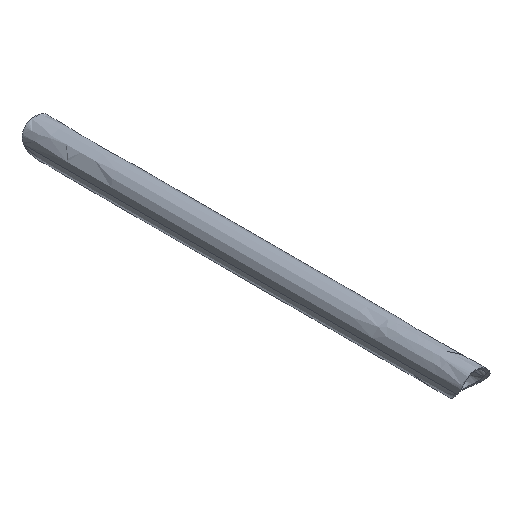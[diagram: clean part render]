
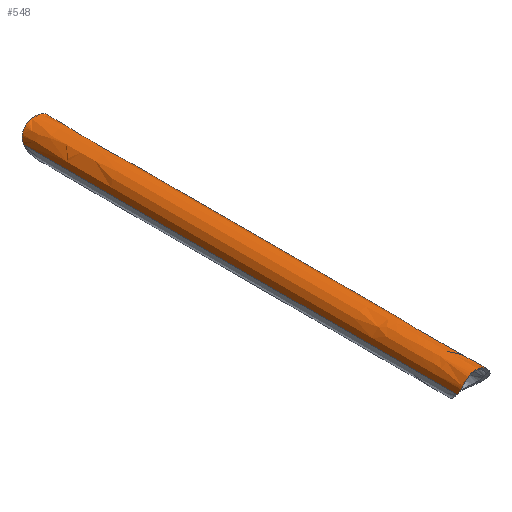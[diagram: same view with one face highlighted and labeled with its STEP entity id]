
A CAD part, isometric view. The second image highlights one B-rep face of the part: STEP entity #548.
In plain terms, the highlighted free-form (B-spline) face has degree [5, 4] with [6, 5] control points.
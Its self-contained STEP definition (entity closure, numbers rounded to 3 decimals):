
#146=CARTESIAN_POINT('Vertex',(-660.,139.254,-3.597)) ;
#150=CARTESIAN_POINT('Control Point',(-650.,141.362,6.403)) ;
#151=CARTESIAN_POINT('Control Point',(-651.425,141.362,6.403)) ;
#152=CARTESIAN_POINT('Control Point',(-652.871,141.396,6.149)) ;
#153=CARTESIAN_POINT('Control Point',(-654.273,141.465,5.627)) ;
#154=CARTESIAN_POINT('Control Point',(-656.568,141.596,4.232)) ;
#155=CARTESIAN_POINT('Control Point',(-658.281,141.486,2.19)) ;
#156=CARTESIAN_POINT('Control Point',(-658.894,141.353,1.185)) ;
#157=CARTESIAN_POINT('Control Point',(-659.578,140.93,-0.43)) ;
#158=CARTESIAN_POINT('Control Point',(-659.897,140.209,-2.008)) ;
#159=CARTESIAN_POINT('Control Point',(-659.967,139.918,-2.555)) ;
#160=CARTESIAN_POINT('Control Point',(-660.,139.598,-3.085)) ;
#161=CARTESIAN_POINT('Control Point',(-660.,139.254,-3.597)) ;
#162=CARTESIAN_POINT('Vertex',(-650.,141.362,6.403)) ;
#250=CARTESIAN_POINT('Control Point',(-640.,139.254,-3.597)) ;
#251=CARTESIAN_POINT('Control Point',(-640.,139.574,-3.121)) ;
#252=CARTESIAN_POINT('Control Point',(-640.028,139.873,-2.629)) ;
#253=CARTESIAN_POINT('Control Point',(-640.089,140.148,-2.123)) ;
#254=CARTESIAN_POINT('Control Point',(-640.375,140.87,-0.594)) ;
#255=CARTESIAN_POINT('Control Point',(-641.002,141.313,0.983)) ;
#256=CARTESIAN_POINT('Control Point',(-641.588,141.464,1.997)) ;
#257=CARTESIAN_POINT('Control Point',(-643.28,141.605,4.112)) ;
#258=CARTESIAN_POINT('Control Point',(-645.593,141.472,5.576)) ;
#259=CARTESIAN_POINT('Control Point',(-647.037,141.398,6.132)) ;
#260=CARTESIAN_POINT('Control Point',(-648.529,141.362,6.403)) ;
#261=CARTESIAN_POINT('Control Point',(-650.,141.362,6.403)) ;
#262=CARTESIAN_POINT('Vertex',(-640.,139.254,-3.597)) ;
#457=CARTESIAN_POINT('Control Point',(-660.,-152.716,-3.597)) ;
#458=CARTESIAN_POINT('Control Point',(-660.,-152.716,6.403)) ;
#459=CARTESIAN_POINT('Control Point',(-650.,-152.716,11.403)) ;
#460=CARTESIAN_POINT('Control Point',(-640.,-152.716,6.403)) ;
#461=CARTESIAN_POINT('Control Point',(-640.,-152.716,-3.597)) ;
#462=CARTESIAN_POINT('Control Point',(-660.,-91.63,-3.597)) ;
#463=CARTESIAN_POINT('Control Point',(-660.,-91.63,6.403)) ;
#464=CARTESIAN_POINT('Control Point',(-650.,-91.63,11.403)) ;
#465=CARTESIAN_POINT('Control Point',(-640.,-91.63,6.403)) ;
#466=CARTESIAN_POINT('Control Point',(-640.,-91.63,-3.597)) ;
#467=CARTESIAN_POINT('Control Point',(-660.,-30.543,-3.597)) ;
#468=CARTESIAN_POINT('Control Point',(-660.,-30.543,6.403)) ;
#469=CARTESIAN_POINT('Control Point',(-650.,-30.543,11.403)) ;
#470=CARTESIAN_POINT('Control Point',(-640.,-30.543,6.403)) ;
#471=CARTESIAN_POINT('Control Point',(-640.,-30.543,-3.597)) ;
#472=CARTESIAN_POINT('Control Point',(-660.,30.543,-3.597)) ;
#473=CARTESIAN_POINT('Control Point',(-660.,30.543,6.403)) ;
#474=CARTESIAN_POINT('Control Point',(-650.,30.543,11.403)) ;
#475=CARTESIAN_POINT('Control Point',(-640.,30.543,6.403)) ;
#476=CARTESIAN_POINT('Control Point',(-640.,30.543,-3.597)) ;
#477=CARTESIAN_POINT('Control Point',(-660.,91.63,-3.597)) ;
#478=CARTESIAN_POINT('Control Point',(-660.,91.63,6.403)) ;
#479=CARTESIAN_POINT('Control Point',(-650.,91.63,11.403)) ;
#480=CARTESIAN_POINT('Control Point',(-640.,91.63,6.403)) ;
#481=CARTESIAN_POINT('Control Point',(-640.,91.63,-3.597)) ;
#482=CARTESIAN_POINT('Control Point',(-660.,152.716,-3.597)) ;
#483=CARTESIAN_POINT('Control Point',(-660.,152.716,6.403)) ;
#484=CARTESIAN_POINT('Control Point',(-650.,152.716,11.403)) ;
#485=CARTESIAN_POINT('Control Point',(-640.,152.716,6.403)) ;
#486=CARTESIAN_POINT('Control Point',(-640.,152.716,-3.597)) ;
#488=CARTESIAN_POINT('Control Point',(-641.645,-141.402,1.897)) ;
#489=CARTESIAN_POINT('Control Point',(-641.949,-141.466,2.36)) ;
#490=CARTESIAN_POINT('Control Point',(-642.288,-141.508,2.805)) ;
#491=CARTESIAN_POINT('Control Point',(-642.659,-141.53,3.228)) ;
#492=CARTESIAN_POINT('Control Point',(-643.764,-141.552,4.321)) ;
#493=CARTESIAN_POINT('Control Point',(-645.077,-141.497,5.194)) ;
#494=CARTESIAN_POINT('Control Point',(-645.987,-141.453,5.646)) ;
#495=CARTESIAN_POINT('Control Point',(-647.842,-141.379,6.29)) ;
#496=CARTESIAN_POINT('Control Point',(-649.824,-141.353,6.469)) ;
#497=CARTESIAN_POINT('Control Point',(-650.785,-141.357,6.441)) ;
#498=CARTESIAN_POINT('Control Point',(-653.069,-141.406,6.096)) ;
#499=CARTESIAN_POINT('Control Point',(-655.185,-141.507,5.113)) ;
#500=CARTESIAN_POINT('Control Point',(-656.307,-141.565,4.338)) ;
#501=CARTESIAN_POINT('Control Point',(-657.682,-141.568,2.987)) ;
#502=CARTESIAN_POINT('Control Point',(-658.676,-141.34,1.422)) ;
#503=CARTESIAN_POINT('Control Point',(-658.937,-141.246,0.939)) ;
#504=CARTESIAN_POINT('Control Point',(-659.495,-140.942,-0.285)) ;
#505=CARTESIAN_POINT('Control Point',(-659.825,-140.459,-1.519)) ;
#506=CARTESIAN_POINT('Control Point',(-659.945,-140.105,-2.241)) ;
#507=CARTESIAN_POINT('Control Point',(-660.,-139.699,-2.934)) ;
#508=CARTESIAN_POINT('Control Point',(-660.,-139.254,-3.597)) ;
#509=CARTESIAN_POINT('Vertex',(-641.645,-141.402,1.897)) ;
#511=CARTESIAN_POINT('Vertex',(-660.,-139.254,-3.597)) ;
#515=CARTESIAN_POINT('Control Point',(-641.645,-141.402,1.897)) ;
#516=CARTESIAN_POINT('Control Point',(-640.959,-141.256,0.855)) ;
#517=CARTESIAN_POINT('Control Point',(-640.44,-140.994,-0.287)) ;
#518=CARTESIAN_POINT('Control Point',(-640.132,-140.545,-1.464)) ;
#519=CARTESIAN_POINT('Control Point',(-640.,-139.946,-2.565)) ;
#520=CARTESIAN_POINT('Control Point',(-640.,-139.254,-3.597)) ;
#521=CARTESIAN_POINT('Vertex',(-640.,-139.254,-3.597)) ;
#525=CARTESIAN_POINT('Control Point',(-640.,-139.254,-3.597)) ;
#526=CARTESIAN_POINT('Control Point',(-640.,-83.552,-3.597)) ;
#527=CARTESIAN_POINT('Control Point',(-640.,-27.851,-3.597)) ;
#528=CARTESIAN_POINT('Control Point',(-640.,27.851,-3.597)) ;
#529=CARTESIAN_POINT('Control Point',(-640.,83.552,-3.597)) ;
#530=CARTESIAN_POINT('Control Point',(-640.,139.254,-3.597)) ;
#533=CARTESIAN_POINT('Control Point',(-660.,-139.254,-3.597)) ;
#534=CARTESIAN_POINT('Control Point',(-660.,-83.552,-3.597)) ;
#535=CARTESIAN_POINT('Control Point',(-660.,-27.851,-3.597)) ;
#536=CARTESIAN_POINT('Control Point',(-660.,27.851,-3.597)) ;
#537=CARTESIAN_POINT('Control Point',(-660.,83.552,-3.597)) ;
#538=CARTESIAN_POINT('Control Point',(-660.,139.254,-3.597)) ;
#541=ORIENTED_EDGE('',*,*,#513,.F.) ;
#542=ORIENTED_EDGE('',*,*,#523,.T.) ;
#543=ORIENTED_EDGE('',*,*,#531,.T.) ;
#544=ORIENTED_EDGE('',*,*,#264,.T.) ;
#545=ORIENTED_EDGE('',*,*,#164,.T.) ;
#546=ORIENTED_EDGE('',*,*,#539,.F.) ;
#548=ADVANCED_FACE('Corps principal',(#547),#456,.F.) ;
#149=B_SPLINE_CURVE_WITH_KNOTS('',5,(#150,#151,#152,#153,#154,#155,#156,#157,#158,#159,#160,#161),.UNSPECIFIED.,.F.,.U.,(6,3,3,6),(0.,10.406,18.645,23.179),.UNSPECIFIED.) ;
#249=B_SPLINE_CURVE_WITH_KNOTS('',5,(#250,#251,#252,#253,#254,#255,#256,#257,#258,#259,#260,#261),.UNSPECIFIED.,.F.,.U.,(6,3,3,6),(0.,4.217,12.44,23.179),.UNSPECIFIED.) ;
#487=B_SPLINE_CURVE_WITH_KNOTS('',5,(#488,#489,#490,#491,#492,#493,#494,#495,#496,#497,#498,#499,#500,#501,#502,#503,#504,#505,#506,#507,#508),.UNSPECIFIED.,.F.,.U.,(6,3,3,3,3,3,6),(0.,4.062,11.207,17.786,26.971,30.902,36.773),.UNSPECIFIED.) ;
#514=B_SPLINE_CURVE_WITH_KNOTS('',5,(#515,#516,#517,#518,#519,#520),.UNSPECIFIED.,.F.,.U.,(6,6),(0.,9.134),.UNSPECIFIED.) ;
#164=EDGE_CURVE('',#163,#147,#149,.T.) ;
#264=EDGE_CURVE('',#263,#163,#249,.T.) ;
#513=EDGE_CURVE('',#510,#512,#487,.T.) ;
#523=EDGE_CURVE('',#510,#522,#514,.T.) ;
#531=EDGE_CURVE('',#522,#263,#524,.T.) ;
#539=EDGE_CURVE('',#512,#147,#532,.T.) ;
#540=EDGE_LOOP('',(#541,#542,#543,#544,#545,#546)) ;
#547=FACE_OUTER_BOUND('',#540,.T.) ;
#147=VERTEX_POINT('',#146) ;
#163=VERTEX_POINT('',#162) ;
#263=VERTEX_POINT('',#262) ;
#510=VERTEX_POINT('',#509) ;
#512=VERTEX_POINT('',#511) ;
#522=VERTEX_POINT('',#521) ;
#524=(BOUNDED_CURVE()B_SPLINE_CURVE(5,(#525,#526,#527,#528,#529,#530),.UNSPECIFIED.,.F.,.U.)B_SPLINE_CURVE_WITH_KNOTS((6,6),(13.462,291.971),.UNSPECIFIED.)CURVE()GEOMETRIC_REPRESENTATION_ITEM()RATIONAL_B_SPLINE_CURVE((1.,1.,1.,1.,1.,1.))REPRESENTATION_ITEM('')) ;
#532=(BOUNDED_CURVE()B_SPLINE_CURVE(5,(#533,#534,#535,#536,#537,#538),.UNSPECIFIED.,.F.,.U.)B_SPLINE_CURVE_WITH_KNOTS((6,6),(13.462,291.971),.UNSPECIFIED.)CURVE()GEOMETRIC_REPRESENTATION_ITEM()RATIONAL_B_SPLINE_CURVE((1.,1.,1.,1.,1.,1.))REPRESENTATION_ITEM('')) ;
#456=(BOUNDED_SURFACE()B_SPLINE_SURFACE(5,4,((#457,#458,#459,#460,#461),(#462,#463,#464,#465,#466),(#467,#468,#469,#470,#471),(#472,#473,#474,#475,#476),(#477,#478,#479,#480,#481),(#482,#483,#484,#485,#486)),.UNSPECIFIED.,.F.,.F.,.U.)B_SPLINE_SURFACE_WITH_KNOTS((6,6),(5,5),(0.,305.433),(31.416,62.832),.UNSPECIFIED.)GEOMETRIC_REPRESENTATION_ITEM()RATIONAL_B_SPLINE_SURFACE(((1.,0.707,0.667,0.707,1.),(1.,0.707,0.667,0.707,1.),(1.,0.707,0.667,0.707,1.),(1.,0.707,0.667,0.707,1.),(1.,0.707,0.667,0.707,1.),(1.,0.707,0.667,0.707,1.)))REPRESENTATION_ITEM('Rational BSpline Surface')SURFACE()) ;
